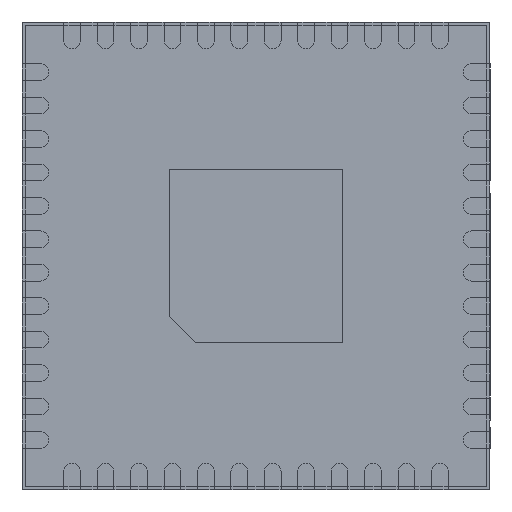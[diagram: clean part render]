
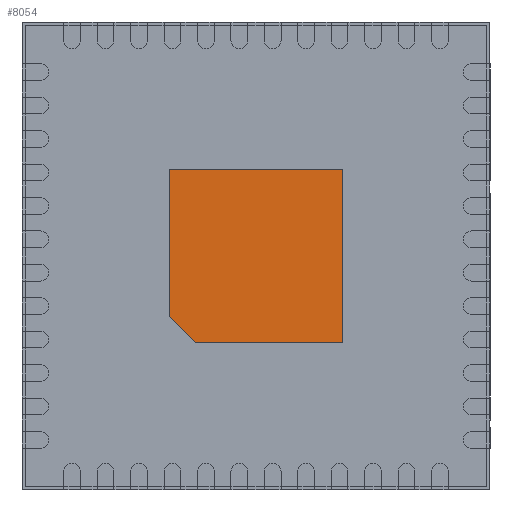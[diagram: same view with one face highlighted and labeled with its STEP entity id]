
A CAD part, front view. The second image highlights one B-rep face of the part: STEP entity #8054.
In plain terms, the highlighted planar face has unit normal (0, -1, 0).
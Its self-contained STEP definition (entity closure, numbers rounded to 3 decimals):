
#161 = DIRECTION ( 'NONE',  ( 1., 0., 0. ) ) ;
#1195 = LINE ( 'NONE', #8795, #16460 ) ;
#1442 = AXIS2_PLACEMENT_3D ( 'NONE', #19729, #9195, #21542 ) ;
#1541 = DIRECTION ( 'NONE',  ( 0.707, 0., -0.707 ) ) ;
#2570 = CARTESIAN_POINT ( 'NONE',  ( 1.3, 0., -1.3 ) ) ;
#3209 = VERTEX_POINT ( 'NONE', #11343 ) ;
#3277 = VERTEX_POINT ( 'NONE', #6039 ) ;
#3313 = VERTEX_POINT ( 'NONE', #2570 ) ;
#3532 = VERTEX_POINT ( 'NONE', #13025 ) ;
#5318 = CARTESIAN_POINT ( 'NONE',  ( -1.3, 0., -0.9 ) ) ;
#5749 = DIRECTION ( 'NONE',  ( -1., 0., 0. ) ) ;
#6039 = CARTESIAN_POINT ( 'NONE',  ( -0.9, 0., -1.3 ) ) ;
#6554 = FACE_OUTER_BOUND ( 'NONE', #22236, .T. ) ;
#6818 = CARTESIAN_POINT ( 'NONE',  ( 1.3, 0., -1.3 ) ) ;
#8054 = ADVANCED_FACE ( 'NONE', ( #6554 ), #17858, .T. ) ;
#8130 = VERTEX_POINT ( 'NONE', #5318 ) ;
#8639 = EDGE_CURVE ( 'NONE', #3313, #3532, #1195, .T. ) ;
#8795 = CARTESIAN_POINT ( 'NONE',  ( 1.3, 0., -1.3 ) ) ;
#9195 = DIRECTION ( 'NONE',  ( 0., -1., 0. ) ) ;
#9798 = ORIENTED_EDGE ( 'NONE', *, *, #13442, .T. ) ;
#10219 = VECTOR ( 'NONE', #16053, 1000. ) ;
#10717 = LINE ( 'NONE', #10751, #10219 ) ;
#10736 = EDGE_CURVE ( 'NONE', #3209, #8130, #10717, .T. ) ;
#10751 = CARTESIAN_POINT ( 'NONE',  ( -1.3, 0., -1.3 ) ) ;
#10855 = VECTOR ( 'NONE', #161, 1000. ) ;
#11343 = CARTESIAN_POINT ( 'NONE',  ( -1.3, 0., 1.3 ) ) ;
#11410 = ORIENTED_EDGE ( 'NONE', *, *, #10736, .T. ) ;
#11873 = DIRECTION ( 'NONE',  ( 0., 0., 1. ) ) ;
#13025 = CARTESIAN_POINT ( 'NONE',  ( 1.3, 0., 1.3 ) ) ;
#13442 = EDGE_CURVE ( 'NONE', #8130, #3277, #18996, .T. ) ;
#14977 = ORIENTED_EDGE ( 'NONE', *, *, #8639, .T. ) ;
#15048 = EDGE_CURVE ( 'NONE', #3532, #3209, #22289, .T. ) ;
#15985 = EDGE_CURVE ( 'NONE', #3277, #3313, #18433, .T. ) ;
#16053 = DIRECTION ( 'NONE',  ( 0., 0., -1. ) ) ;
#16460 = VECTOR ( 'NONE', #11873, 1000. ) ;
#17082 = ORIENTED_EDGE ( 'NONE', *, *, #15985, .T. ) ;
#17714 = ORIENTED_EDGE ( 'NONE', *, *, #15048, .T. ) ;
#17816 = CARTESIAN_POINT ( 'NONE',  ( 1.3, 0., 1.3 ) ) ;
#17858 = PLANE ( 'NONE',  #1442 ) ;
#18433 = LINE ( 'NONE', #6818, #10855 ) ;
#18884 = VECTOR ( 'NONE', #1541, 1000. ) ;
#18996 = LINE ( 'NONE', #20495, #18884 ) ;
#19729 = CARTESIAN_POINT ( 'NONE',  ( 0., 0., 0. ) ) ;
#20495 = CARTESIAN_POINT ( 'NONE',  ( -1.1, 0., -1.1 ) ) ;
#21542 = DIRECTION ( 'NONE',  ( 0., 0., -1. ) ) ;
#22133 = VECTOR ( 'NONE', #5749, 1000. ) ;
#22236 = EDGE_LOOP ( 'NONE', ( #11410, #9798, #17082, #14977, #17714 ) ) ;
#22289 = LINE ( 'NONE', #17816, #22133 ) ;
